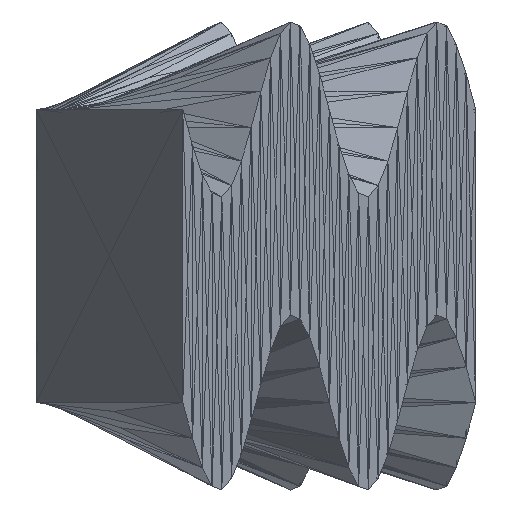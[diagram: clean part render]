
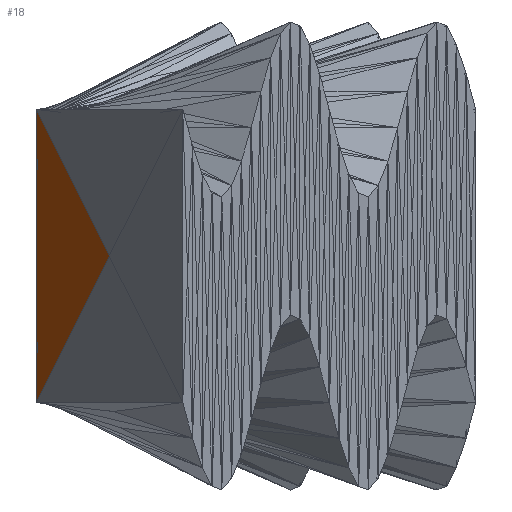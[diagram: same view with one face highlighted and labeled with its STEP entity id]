
A CAD part, front view. The second image highlights one B-rep face of the part: STEP entity #18.
In plain terms, the highlighted planar face has unit normal (-0.866, -0.5, 0).
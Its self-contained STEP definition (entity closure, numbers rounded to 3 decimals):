
#18=ADVANCED_FACE('',(#986),#9216,.T.);
#986=FACE_OUTER_BOUND('',#1954,.T.);
#1954=EDGE_LOOP('',(#2930,#2931,#2932));
#2930=ORIENTED_EDGE('',*,*,#5842,.T.);
#2931=ORIENTED_EDGE('',*,*,#5848,.T.);
#2932=ORIENTED_EDGE('',*,*,#5843,.F.);
#5842=EDGE_CURVE('',#8731,#8732,#7294,.T.);
#5843=EDGE_CURVE('',#8731,#8733,#7295,.T.);
#5848=EDGE_CURVE('',#8732,#8733,#7300,.T.);
#7294=B_SPLINE_CURVE_WITH_KNOTS('',1,(#13704,#13705),.UNSPECIFIED.,.F.,
 .F.,(2,2),(0.,1.),.UNSPECIFIED.);
#7295=B_SPLINE_CURVE_WITH_KNOTS('',1,(#13706,#13707),.UNSPECIFIED.,.F.,
 .F.,(2,2),(0.,1.),.UNSPECIFIED.);
#7300=B_SPLINE_CURVE_WITH_KNOTS('',1,(#13716,#13717),.UNSPECIFIED.,.F.,
 .F.,(2,2),(0.,1.),.UNSPECIFIED.);
#8731=VERTEX_POINT('',#13183);
#8732=VERTEX_POINT('',#13184);
#8733=VERTEX_POINT('',#13185);
#9216=PLANE('',#10272);
#10272=AXIS2_PLACEMENT_3D('',#12214,#11243,$);
#11243=DIRECTION('',(-0.866,-0.5,0.));
#12214=CARTESIAN_POINT('',(933.335,-6270.301,934.309));
#13183=CARTESIAN_POINT('',(933.335,-6270.301,934.309));
#13184=CARTESIAN_POINT('',(933.335,-6270.301,-1065.691));
#13185=CARTESIAN_POINT('',(1433.336,-7136.326,-65.694));
#13704=CARTESIAN_POINT('',(933.335,-6270.301,934.309));
#13705=CARTESIAN_POINT('',(933.335,-6270.301,-1065.691));
#13706=CARTESIAN_POINT('',(933.335,-6270.301,934.309));
#13707=CARTESIAN_POINT('',(1433.336,-7136.326,-65.694));
#13716=CARTESIAN_POINT('',(933.335,-6270.301,-1065.691));
#13717=CARTESIAN_POINT('',(1433.336,-7136.326,-65.694));
